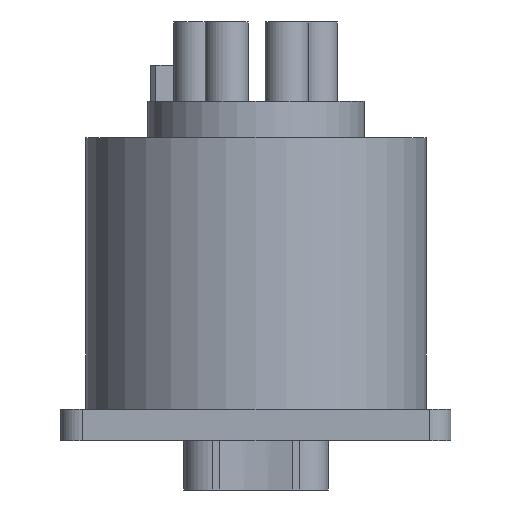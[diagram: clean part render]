
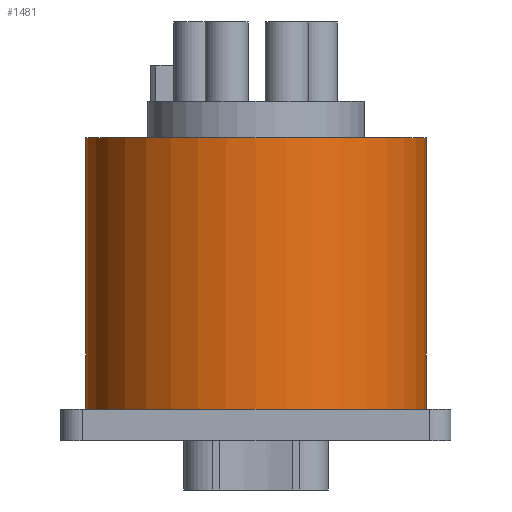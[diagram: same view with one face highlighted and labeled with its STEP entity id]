
A CAD part, front view. The second image highlights one B-rep face of the part: STEP entity #1481.
In plain terms, the highlighted cylindrical face has radius 11.8 mm (diameter 23.6 mm), a partial arc.
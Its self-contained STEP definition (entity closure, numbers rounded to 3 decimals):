
#265=CARTESIAN_POINT('',(0.,0.,2.2));
#266=DIRECTION('',(0.,0.,-1.));
#267=DIRECTION('',(1.,0.,0.));
#268=AXIS2_PLACEMENT_3D('',#265,#266,#267);
#322=DIRECTION('',(0.,0.,-1.));
#323=VECTOR('',#322,18.8);
#324=CARTESIAN_POINT('',(-11.8,0.,21.));
#325=LINE('',#324,#323);
#326=DIRECTION('',(0.,0.,-1.));
#327=VECTOR('',#326,18.8);
#328=CARTESIAN_POINT('',(11.8,0.,21.));
#329=LINE('',#328,#327);
#335=CARTESIAN_POINT('',(0.,0.,21.));
#336=DIRECTION('',(0.,0.,1.));
#337=DIRECTION('',(-1.,0.,0.));
#338=AXIS2_PLACEMENT_3D('',#335,#336,#337);
#878=CARTESIAN_POINT('',(11.8,0.,21.));
#879=CARTESIAN_POINT('',(-11.8,0.,21.));
#880=VERTEX_POINT('',#878);
#881=VERTEX_POINT('',#879);
#882=CARTESIAN_POINT('',(-11.8,0.,2.2));
#883=VERTEX_POINT('',#882);
#884=CARTESIAN_POINT('',(11.8,0.,2.2));
#885=VERTEX_POINT('',#884);
#1469=CARTESIAN_POINT('',(0.,0.,0.));
#1470=DIRECTION('',(0.,0.,-1.));
#1471=DIRECTION('',(-1.,0.,0.));
#1472=AXIS2_PLACEMENT_3D('',#1469,#1470,#1471);
#1473=CYLINDRICAL_SURFACE('',#1472,11.8);
#1474=ORIENTED_EDGE('',*,*,#1459,.F.);
#1476=ORIENTED_EDGE('',*,*,#1475,.T.);
#1477=ORIENTED_EDGE('',*,*,#1462,.T.);
#1478=ORIENTED_EDGE('',*,*,#1341,.T.);
#1479=EDGE_LOOP('',(#1474,#1476,#1477,#1478));
#1480=FACE_OUTER_BOUND('',#1479,.F.);
#1481=ADVANCED_FACE('',(#1480),#1473,.T.);
#269=CIRCLE('',#268,11.8);
#339=CIRCLE('',#338,11.8);
#1341=EDGE_CURVE('',#885,#883,#269,.T.);
#1459=EDGE_CURVE('',#881,#883,#325,.T.);
#1462=EDGE_CURVE('',#880,#885,#329,.T.);
#1475=EDGE_CURVE('',#881,#880,#339,.T.);
